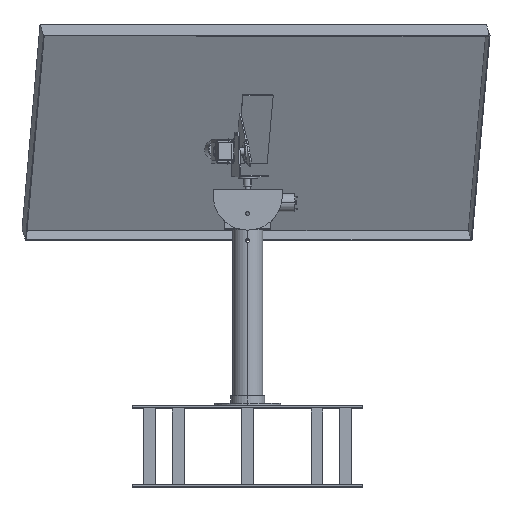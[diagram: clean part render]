
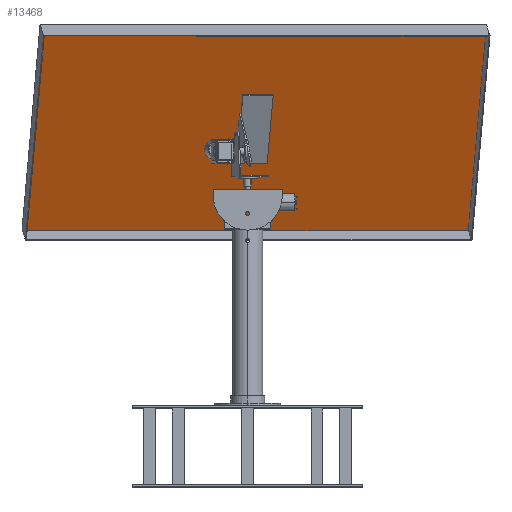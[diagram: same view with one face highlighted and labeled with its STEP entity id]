
A CAD part, top view. The second image highlights one B-rep face of the part: STEP entity #13468.
In plain terms, the highlighted face is planar.
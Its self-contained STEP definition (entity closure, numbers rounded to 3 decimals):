
#708 = AXIS2_PLACEMENT_3D ( 'NONE', #33253, #7962, #30384 ) ;
#4635 = VERTEX_POINT ( 'NONE', #27186 ) ;
#5341 = ORIENTED_EDGE ( 'NONE', *, *, #11951, .F. ) ;
#5966 = FACE_OUTER_BOUND ( 'NONE', #11506, .T. ) ;
#7752 = CARTESIAN_POINT ( 'NONE',  ( -149., -294., 25. ) ) ;
#7962 = DIRECTION ( 'NONE',  ( 0., 0., 1. ) ) ;
#8685 = CARTESIAN_POINT ( 'NONE',  ( 149., -294., 25. ) ) ;
#9636 = CARTESIAN_POINT ( 'NONE',  ( 149., 294., 25. ) ) ;
#9725 = CARTESIAN_POINT ( 'NONE',  ( -149., -294., 25. ) ) ;
#10560 = EDGE_CURVE ( 'NONE', #4635, #18139, #13560, .T. ) ;
#11090 = EDGE_CURVE ( 'NONE', #18139, #17095, #28838, .T. ) ;
#11506 = EDGE_LOOP ( 'NONE', ( #29626, #5341, #14697, #20622 ) ) ;
#11951 = EDGE_CURVE ( 'NONE', #17054, #4635, #34833, .T. ) ;
#13468 = ADVANCED_FACE ( 'NONE', ( #5966 ), #13882, .F. ) ;
#13560 = LINE ( 'NONE', #8685, #23517 ) ;
#13882 = PLANE ( 'NONE',  #708 ) ;
#14697 = ORIENTED_EDGE ( 'NONE', *, *, #34569, .F. ) ;
#17054 = VERTEX_POINT ( 'NONE', #7752 ) ;
#17095 = VERTEX_POINT ( 'NONE', #35199 ) ;
#17345 = LINE ( 'NONE', #28281, #20909 ) ;
#18139 = VERTEX_POINT ( 'NONE', #24338 ) ;
#18702 = VECTOR ( 'NONE', #25327, 1000. ) ;
#19302 = DIRECTION ( 'NONE',  ( 0., 1., 0. ) ) ;
#20622 = ORIENTED_EDGE ( 'NONE', *, *, #11090, .F. ) ;
#20661 = DIRECTION ( 'NONE',  ( 1., 0., 0. ) ) ;
#20909 = VECTOR ( 'NONE', #28464, 1000. ) ;
#23517 = VECTOR ( 'NONE', #19302, 1000. ) ;
#24338 = CARTESIAN_POINT ( 'NONE',  ( 149., 294., 25. ) ) ;
#25327 = DIRECTION ( 'NONE',  ( -1., 0., 0. ) ) ;
#27186 = CARTESIAN_POINT ( 'NONE',  ( 149., -294., 25. ) ) ;
#28281 = CARTESIAN_POINT ( 'NONE',  ( -149., 294., 25. ) ) ;
#28464 = DIRECTION ( 'NONE',  ( 0., -1., 0. ) ) ;
#28838 = LINE ( 'NONE', #9636, #18702 ) ;
#29626 = ORIENTED_EDGE ( 'NONE', *, *, #10560, .F. ) ;
#30384 = DIRECTION ( 'NONE',  ( 1., 0., 0. ) ) ;
#33253 = CARTESIAN_POINT ( 'NONE',  ( 0., 0., 25. ) ) ;
#34204 = VECTOR ( 'NONE', #20661, 1000. ) ;
#34569 = EDGE_CURVE ( 'NONE', #17095, #17054, #17345, .T. ) ;
#34833 = LINE ( 'NONE', #9725, #34204 ) ;
#35199 = CARTESIAN_POINT ( 'NONE',  ( -149., 294., 25. ) ) ;
